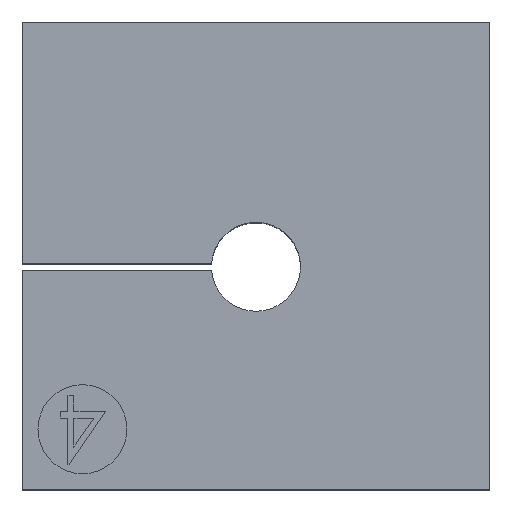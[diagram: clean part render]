
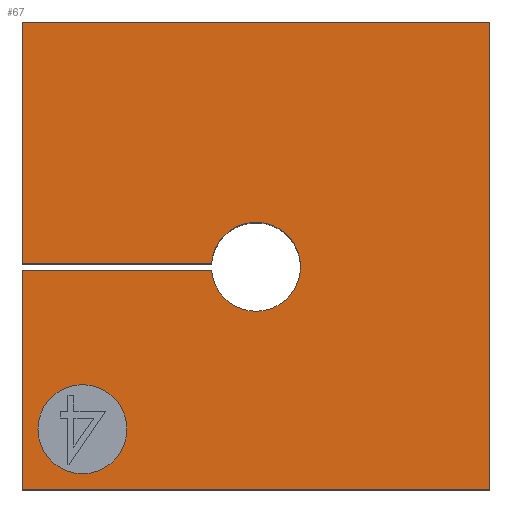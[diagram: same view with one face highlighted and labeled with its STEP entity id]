
A CAD part, top view. The second image highlights one B-rep face of the part: STEP entity #67.
In plain terms, the highlighted planar face has unit normal (0, 0, 1).
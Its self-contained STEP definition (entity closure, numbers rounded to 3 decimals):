
#67=ADVANCED_FACE('NONE',(#135,#136),#137,.F.);
#135=FACE_OUTER_BOUND('',#227,.T.);
#136=FACE_BOUND('',#228,.T.);
#137=PLANE('',#229);
#227=EDGE_LOOP('',(#456,#457,#458,#459,#460,#461,#462,#463,#464));
#228=EDGE_LOOP('',(#465,#466));
#229=AXIS2_PLACEMENT_3D('',#467,#468,#469);
#456=ORIENTED_EDGE('',*,*,#663,.T.);
#457=ORIENTED_EDGE('',*,*,#656,.F.);
#458=ORIENTED_EDGE('',*,*,#637,.F.);
#459=ORIENTED_EDGE('',*,*,#716,.F.);
#460=ORIENTED_EDGE('',*,*,#647,.F.);
#461=ORIENTED_EDGE('',*,*,#710,.T.);
#462=ORIENTED_EDGE('',*,*,#705,.F.);
#463=ORIENTED_EDGE('',*,*,#709,.F.);
#464=ORIENTED_EDGE('',*,*,#695,.T.);
#465=ORIENTED_EDGE('',*,*,#717,.F.);
#466=ORIENTED_EDGE('',*,*,#641,.F.);
#467=CARTESIAN_POINT('',(0.0,0.0,9.5));
#468=DIRECTION('',(0.0,0.0,-1.0));
#469=DIRECTION('',(0.0,-1.0,0.0));
#637=EDGE_CURVE('NONE',#752,#754,#755,.T.);
#641=EDGE_CURVE('NONE',#760,#762,#763,.T.);
#647=EDGE_CURVE('NONE',#773,#774,#775,.T.);
#656=EDGE_CURVE('NONE',#754,#791,#792,.T.);
#663=EDGE_CURVE('NONE',#804,#791,#805,.T.);
#695=EDGE_CURVE('NONE',#858,#804,#860,.T.);
#705=EDGE_CURVE('NONE',#875,#877,#878,.T.);
#709=EDGE_CURVE('NONE',#858,#875,#883,.T.);
#710=EDGE_CURVE('NONE',#773,#877,#884,.T.);
#716=EDGE_CURVE('NONE',#774,#752,#890,.T.);
#717=EDGE_CURVE('NONE',#762,#760,#891,.T.);
#752=VERTEX_POINT('NONE',#942);
#754=VERTEX_POINT('NONE',#945);
#755=CIRCLE('',#946,2.0);
#760=VERTEX_POINT('NONE',#952);
#762=VERTEX_POINT('NONE',#955);
#763=CIRCLE('',#956,2.0);
#773=VERTEX_POINT('NONE',#969);
#774=VERTEX_POINT('NONE',#970);
#775=LINE('',#971,#972);
#791=VERTEX_POINT('NONE',#996);
#792=LINE('',#997,#998);
#804=VERTEX_POINT('NONE',#1016);
#805=LINE('',#1017,#1018);
#858=VERTEX_POINT('NONE',#1099);
#860=LINE('',#1102,#1103);
#875=VERTEX_POINT('NONE',#1126);
#877=VERTEX_POINT('NONE',#1129);
#878=LINE('',#1130,#1131);
#883=LINE('',#1139,#1140);
#884=LINE('',#1141,#1142);
#890=CIRCLE('',#1153,2.0);
#891=CIRCLE('',#1154,2.0);
#942=CARTESIAN_POINT('',(12.5,-0.5,9.5));
#945=CARTESIAN_POINT('',(8.506,-0.35,9.5));
#946=AXIS2_PLACEMENT_3D('',#1235,#1236,#1237);
#952=CARTESIAN_POINT('',(0.7,-7.8,9.5));
#955=CARTESIAN_POINT('',(4.7,-7.8,9.5));
#956=AXIS2_PLACEMENT_3D('',#1243,#1244,#1245);
#969=CARTESIAN_POINT('',(0.,-0.65,9.5));
#970=CARTESIAN_POINT('',(8.506,-0.65,9.5));
#971=CARTESIAN_POINT('',(0.,-0.65,9.5));
#972=VECTOR('',#1255,1000.0);
#996=CARTESIAN_POINT('',(0.,-0.35,9.5));
#997=CARTESIAN_POINT('',(0.,-0.35,9.5));
#998=VECTOR('',#1264,1000.0);
#1016=CARTESIAN_POINT('',(0.0,10.5,9.5));
#1017=CARTESIAN_POINT('',(0.0,0.0,9.5));
#1018=VECTOR('',#1271,1000.0);
#1099=CARTESIAN_POINT('',(21.0,10.5,9.5));
#1102=CARTESIAN_POINT('',(0.0,10.5,9.5));
#1103=VECTOR('',#1307,1000.0);
#1126=CARTESIAN_POINT('',(21.0,-10.5,9.5));
#1129=CARTESIAN_POINT('',(0.0,-10.5,9.5));
#1130=CARTESIAN_POINT('',(0.0,-10.5,9.5));
#1131=VECTOR('',#1317,1000.0);
#1139=CARTESIAN_POINT('',(21.0,0.,9.5));
#1140=VECTOR('',#1321,1000.0);
#1141=CARTESIAN_POINT('',(0.0,0.0,9.5));
#1142=VECTOR('',#1322,1000.0);
#1153=AXIS2_PLACEMENT_3D('',#1328,#1329,#1330);
#1154=AXIS2_PLACEMENT_3D('',#1331,#1332,#1333);
#1235=CARTESIAN_POINT('',(10.5,-0.5,9.5));
#1236=DIRECTION('',(0.0,0.0,1.0));
#1237=DIRECTION('',(1.0,0.0,0.0));
#1243=CARTESIAN_POINT('',(2.7,-7.8,9.5));
#1244=DIRECTION('',(0.0,0.0,1.0));
#1245=DIRECTION('',(1.0,0.0,0.0));
#1255=DIRECTION('',(1.0,0.,0.0));
#1264=DIRECTION('',(-1.0,0.,-0.0));
#1271=DIRECTION('',(-0.0,-1.0,-0.0));
#1307=DIRECTION('',(-1.0,-0.0,-0.0));
#1317=DIRECTION('',(-1.0,0.0,-0.0));
#1321=DIRECTION('',(0.,-1.0,-0.0));
#1322=DIRECTION('',(-0.0,-1.0,-0.0));
#1328=CARTESIAN_POINT('',(10.5,-0.5,9.5));
#1329=DIRECTION('',(0.0,0.0,1.0));
#1330=DIRECTION('',(1.0,0.0,0.0));
#1331=CARTESIAN_POINT('',(2.7,-7.8,9.5));
#1332=DIRECTION('',(0.0,0.0,1.0));
#1333=DIRECTION('',(1.0,0.0,0.0));
